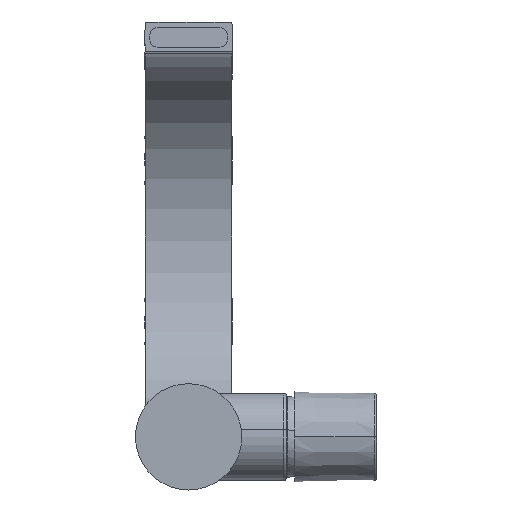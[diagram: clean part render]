
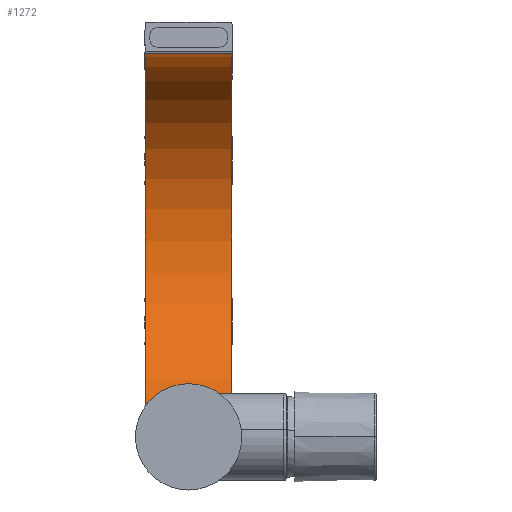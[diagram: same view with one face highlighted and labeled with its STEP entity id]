
A CAD part, front view. The second image highlights one B-rep face of the part: STEP entity #1272.
In plain terms, the highlighted cylindrical face has radius 76.5 mm (diameter 153 mm), a partial arc.
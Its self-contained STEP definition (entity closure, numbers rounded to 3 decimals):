
#5 = CIRCLE ( 'NONE', #2605, 76.5 ) ;
#161 = EDGE_CURVE ( 'NONE', #288, #1348, #5, .T. ) ;
#288 = VERTEX_POINT ( 'NONE', #3871 ) ;
#530 = ORIENTED_EDGE ( 'NONE', *, *, #1271, .F. ) ;
#672 = EDGE_CURVE ( 'NONE', #288, #2065, #4457, .T. ) ;
#1004 = CARTESIAN_POINT ( 'NONE',  ( 17.888, 114.67, 158.953 ) ) ;
#1271 = EDGE_CURVE ( 'NONE', #1348, #3071, #1882, .T. ) ;
#1272 = ADVANCED_FACE ( 'NONE', ( #4241 ), #1817, .F. ) ;
#1348 = VERTEX_POINT ( 'NONE', #2659 ) ;
#1407 = ORIENTED_EDGE ( 'NONE', *, *, #4007, .T. ) ;
#1521 = DIRECTION ( 'NONE',  ( 0., 0., -1. ) ) ;
#1528 = VECTOR ( 'NONE', #2155, 1000. ) ;
#1717 = CARTESIAN_POINT ( 'NONE',  ( -17.888, 112., 82.5 ) ) ;
#1817 = CYLINDRICAL_SURFACE ( 'NONE', #2974, 76.5 ) ;
#1880 = VECTOR ( 'NONE', #3777, 1000. ) ;
#1882 = LINE ( 'NONE', #2852, #1528 ) ;
#1991 = EDGE_LOOP ( 'NONE', ( #3666, #1407, #530, #3946 ) ) ;
#2059 = DIRECTION ( 'NONE',  ( 1., 0., 0. ) ) ;
#2065 = VERTEX_POINT ( 'NONE', #2205 ) ;
#2155 = DIRECTION ( 'NONE',  ( 1., 0., 0. ) ) ;
#2205 = CARTESIAN_POINT ( 'NONE',  ( 17.888, 112., 6. ) ) ;
#2213 = DIRECTION ( 'NONE',  ( 0., 0., -1. ) ) ;
#2605 = AXIS2_PLACEMENT_3D ( 'NONE', #1717, #2059, #3449 ) ;
#2659 = CARTESIAN_POINT ( 'NONE',  ( -17.888, 114.67, 158.953 ) ) ;
#2852 = CARTESIAN_POINT ( 'NONE',  ( -17.888, 114.67, 158.953 ) ) ;
#2974 = AXIS2_PLACEMENT_3D ( 'NONE', #4222, #3943, #1521 ) ;
#3071 = VERTEX_POINT ( 'NONE', #1004 ) ;
#3176 = CARTESIAN_POINT ( 'NONE',  ( 17.888, 112., 82.5 ) ) ;
#3449 = DIRECTION ( 'NONE',  ( 0., 0., -1. ) ) ;
#3508 = DIRECTION ( 'NONE',  ( 1., 0., 0. ) ) ;
#3666 = ORIENTED_EDGE ( 'NONE', *, *, #672, .T. ) ;
#3777 = DIRECTION ( 'NONE',  ( 1., 0., 0. ) ) ;
#3789 = AXIS2_PLACEMENT_3D ( 'NONE', #3176, #3508, #2213 ) ;
#3871 = CARTESIAN_POINT ( 'NONE',  ( -17.888, 112., 6. ) ) ;
#3929 = CIRCLE ( 'NONE', #3789, 76.5 ) ;
#3943 = DIRECTION ( 'NONE',  ( 1., 0., 0. ) ) ;
#3946 = ORIENTED_EDGE ( 'NONE', *, *, #161, .F. ) ;
#4007 = EDGE_CURVE ( 'NONE', #2065, #3071, #3929, .T. ) ;
#4113 = CARTESIAN_POINT ( 'NONE',  ( -17.888, 112., 6. ) ) ;
#4222 = CARTESIAN_POINT ( 'NONE',  ( 0., 112., 82.5 ) ) ;
#4241 = FACE_OUTER_BOUND ( 'NONE', #1991, .T. ) ;
#4457 = LINE ( 'NONE', #4113, #1880 ) ;
